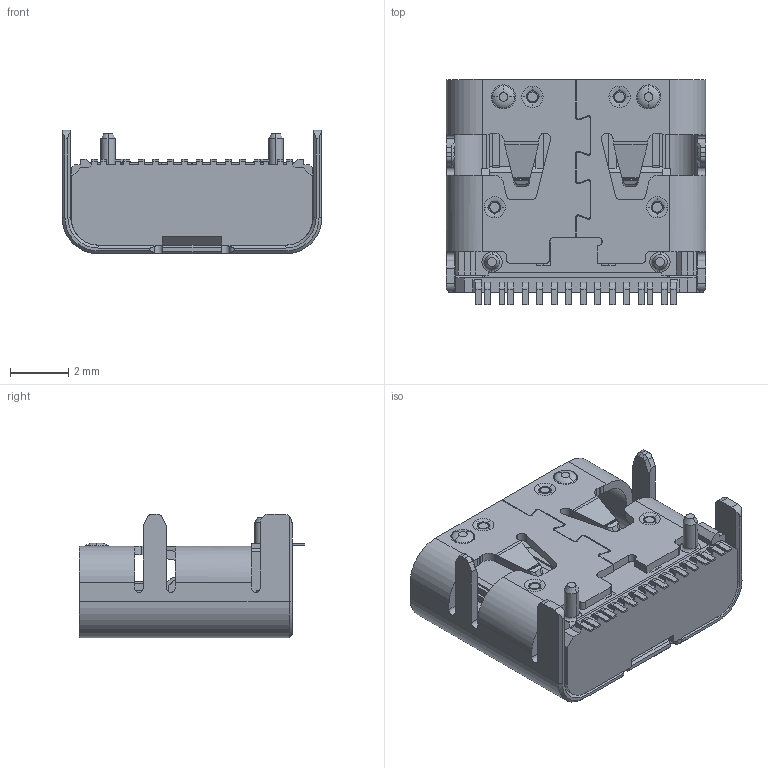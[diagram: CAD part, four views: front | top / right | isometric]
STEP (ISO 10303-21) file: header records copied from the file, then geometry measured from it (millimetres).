
FILE_DESCRIPTION (( 'STEP AP203' ), '1' );
FILE_NAME ('USB-C-16P.STEP', '2019-01-13T09:20:44', ( '' ), ( '' ), 'SwSTEP 2.0', 'SolidWorks 2016', '' );
FILE_SCHEMA (( 'CONFIG_CONTROL_DESIGN' ));
Length unit declared in the file: millimetre
Products named in the file (1): USB-C-16P
Bounding box: 8.95 x 7.75 x 4.26 mm (x, y, z)
Volume: 113.6 mm3; surface area: 457.5 mm2
Topology: 1 solids, 8 shells, 1290 faces, 3658 edges, 2387 vertices
Faces by surface type: plane 869, cylinder 247, bspline 78, torus 71, cone 25
Entity records: 44227 total; most frequent: CARTESIAN_POINT 10759, ORIENTED_EDGE 7310, DIRECTION 6578, EDGE_CURVE 3655, VECTOR 2702, LINE 2702, VERTEX_POINT 2387, AXIS2_PLACEMENT_3D 1938
